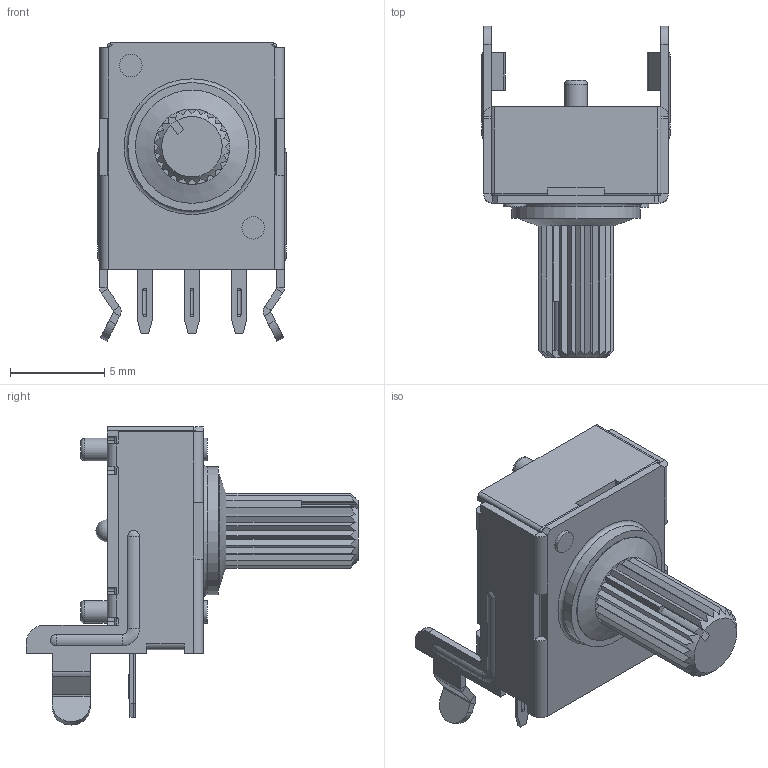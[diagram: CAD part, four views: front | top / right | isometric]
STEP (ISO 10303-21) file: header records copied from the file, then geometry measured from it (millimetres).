
FILE_DESCRIPTION(('STEP AP214'), '1');
FILE_NAME('R-0901N-KS', '', ('UNSPECIFIED'), ('UNSPECIFIED'), 'ASCON STEP Converter 1.6', 'ASCON Math Kernel', '');
FILE_SCHEMA(('AUTOMOTIVE_DESIGN { 1 0 10303 214 3 1 1}'));
Length unit declared in the file: millimetre
Bounding box: 10 x 17.6 x 15.8 mm (x, y, z)
Volume: 691.5 mm3; surface area: 1182.7 mm2
Topology: 6 solids, 6 shells, 406 faces, 1012 edges, 614 vertices
Faces by surface type: plane 276, cylinder 87, sphere 20, torus 13, bspline 8, cone 2
Full cylindrical faces by diameter (mm): 1.2 x7, 6 x2, 6.8 x1
Entity records: 15713 total; most frequent: CARTESIAN_POINT 2894, DIRECTION 1961, ORIENTED_EDGE 1952, EDGE_CURVE 976, AXIS2_PLACEMENT_3D 656, LINE 649, VECTOR 649, VERTEX_POINT 615
